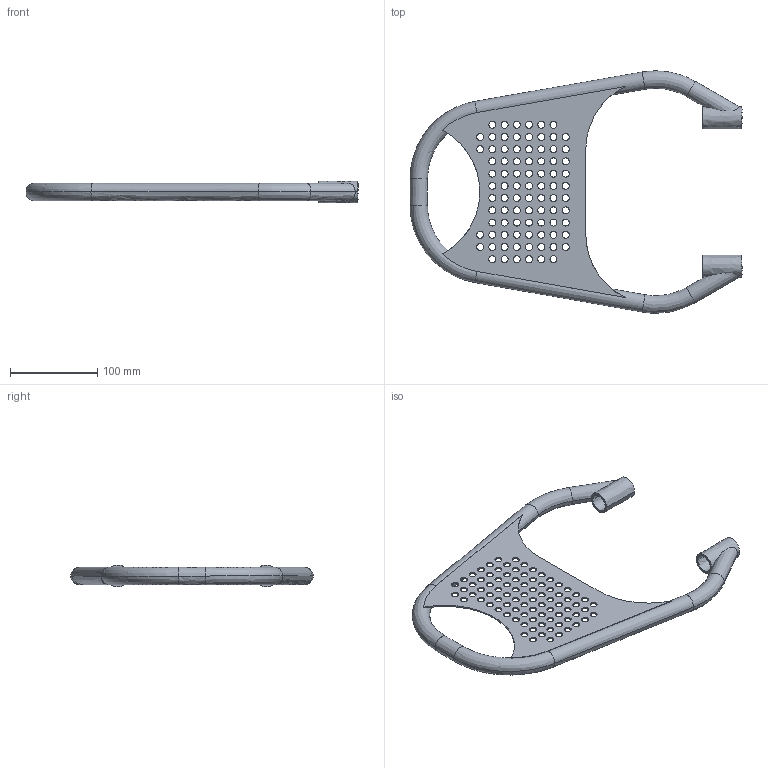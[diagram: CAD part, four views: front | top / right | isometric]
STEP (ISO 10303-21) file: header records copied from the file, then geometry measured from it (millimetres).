
FILE_DESCRIPTION(/* description */ (''),/* implementation_level */ '2;1');
FILE_NAME(/* name */ 'top case mount',/* time_stamp */ '2022-11-29T11:09:46+01:00',/* author */ (''),/* organization */ (''),/* preprocessor_version */ 'ST-DEVELOPER v16.5',/* originating_system */ '',/* authorisation */ '');
FILE_SCHEMA (('AUTOMOTIVE_DESIGN'));
Length unit declared in the file: centimetre
Products named in the file (1): Document
Bounding box: 380 x 277.5 x 24.95 mm (x, y, z)
Volume: 153212.7 mm3; surface area: 166263.8 mm2
Topology: 6 solids, 6 shells, 244 faces, 664 edges, 426 vertices
Faces by surface type: bspline 232, plane 12
Entity records: 11104 total; most frequent: CARTESIAN_POINT 7268, ORIENTED_EDGE 1328, EDGE_CURVE 664, EDGE_LOOP 426, VERTEX_POINT 426, ADVANCED_FACE 244, FACE_OUTER_BOUND 244, B_SPLINE_CURVE_WITH_KNOTS 242
